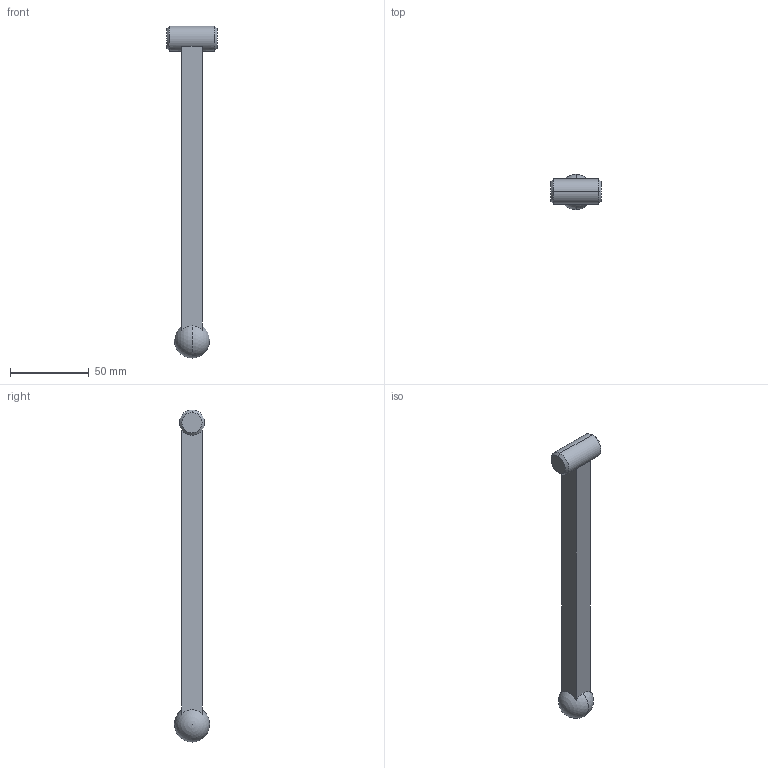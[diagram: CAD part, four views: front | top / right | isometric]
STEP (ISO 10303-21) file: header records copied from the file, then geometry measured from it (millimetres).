
FILE_DESCRIPTION (( 'STEP AP203' ), '1' );
FILE_NAME ('并联模块RRS-RS杆_V2_默认_sldprt.STEP', '2023-05-07T08:26:35', ( '' ), ( '' ), 'SwSTEP 2.0', 'SolidWorks 2018', '' );
FILE_SCHEMA (( 'CONFIG_CONTROL_DESIGN' ));
Length unit declared in the file: millimetre
Products named in the file (1): 并联模块RRS-RS杆_V2_默认_sldprt
Bounding box: 32 x 22.4 x 211.2 mm (x, y, z)
Volume: 40886.9 mm3; surface area: 12206.7 mm2
Topology: 1 solids, 1 shells, 14 faces, 39 edges, 25 vertices
Faces by surface type: plane 6, cone 4, sphere 2, cylinder 2
Entity records: 500 total; most frequent: DIRECTION 85, CARTESIAN_POINT 71, ORIENTED_EDGE 68, AXIS2_PLACEMENT_3D 36, EDGE_CURVE 34, VERTEX_POINT 22, CIRCLE 21, FACE_OUTER_BOUND 14
